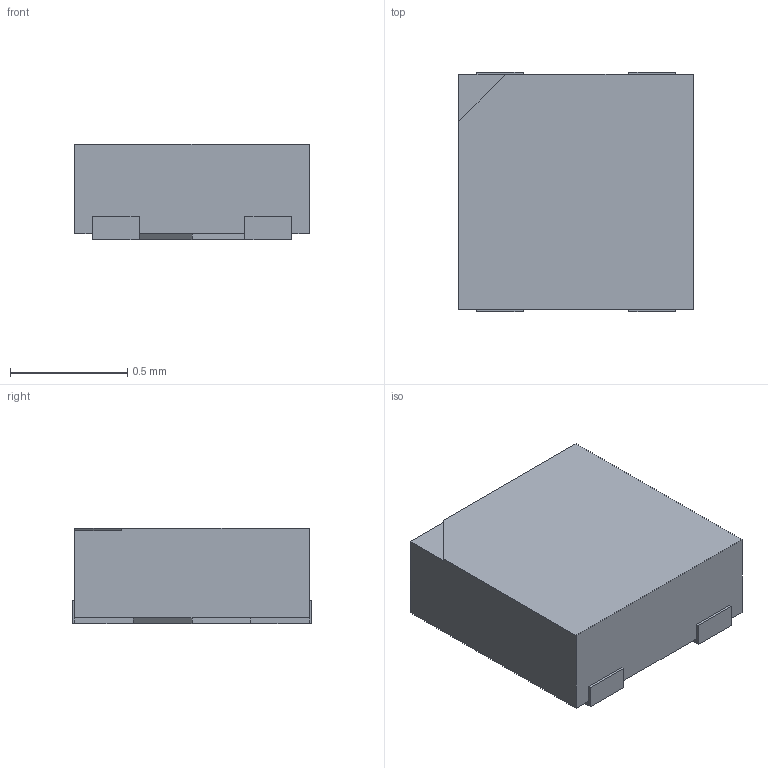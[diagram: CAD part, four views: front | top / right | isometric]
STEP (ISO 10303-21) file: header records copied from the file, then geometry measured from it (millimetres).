
FILE_DESCRIPTION(('FreeCAD Model'),'2;1');
FILE_NAME('UDFN4-1x1mm-EP.step','2020-04-03T21:49:56',('Author'),(''), 'Open CASCADE STEP processor 7.3','FreeCAD','Unknown');
FILE_SCHEMA(('AUTOMOTIVE_DESIGN { 1 0 10303 214 1 1 1 1 }'));
Length unit declared in the file: millimetre
Products named in the file (1): Pocket
Bounding box: 1 x 1.02 x 0.41 mm (x, y, z)
Volume: 0.4 mm3; surface area: 3.7 mm2
Topology: 1 solids, 1 shells, 53 faces, 134 edges, 84 vertices
Faces by surface type: plane 53
Entity records: 3666 total; most frequent: CARTESIAN_POINT 540, DIRECTION 510, LINE 402, VECTOR 402, ORIENTED_EDGE 268, PCURVE 268, DEFINITIONAL_REPRESENTATION 268, EDGE_CURVE 134
